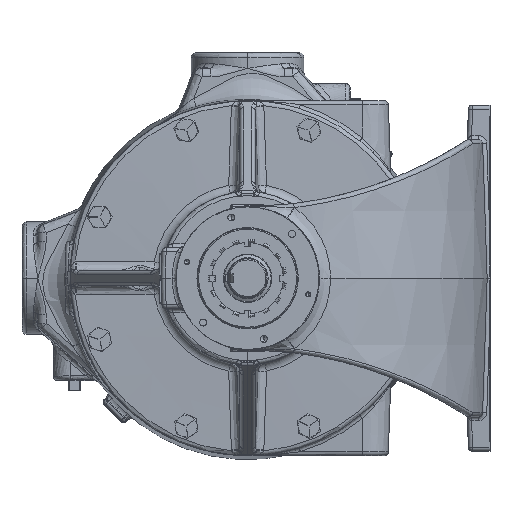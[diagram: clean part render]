
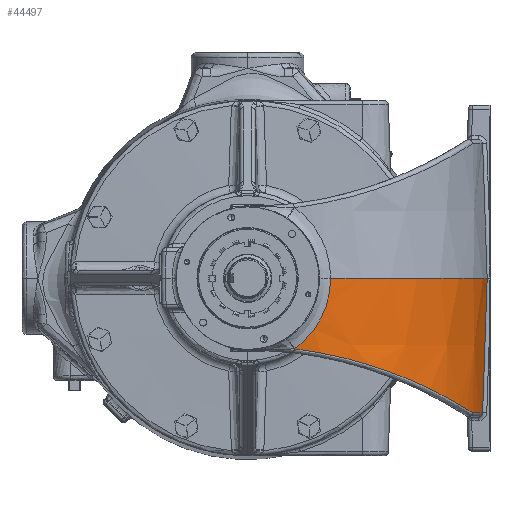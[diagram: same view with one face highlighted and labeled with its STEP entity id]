
A CAD part, left-side view. The second image highlights one B-rep face of the part: STEP entity #44497.
In plain terms, the highlighted conical face has half-angle 2 degrees and reference radius 138.176 mm.
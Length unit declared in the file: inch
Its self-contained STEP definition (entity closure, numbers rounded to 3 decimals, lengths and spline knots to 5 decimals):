
#2905 = EDGE_CURVE ( 'NONE', #85955, #105744, #66815, .T. ) ;
#4302 = CARTESIAN_POINT ( 'NONE',  ( -9.96774, -4.43442, -2.83065 ) ) ;
#5048 = ORIENTED_EDGE ( 'NONE', *, *, #94135, .T. ) ;
#6405 = CARTESIAN_POINT ( 'NONE',  ( -9.72062, -4.77155, -2.96841 ) ) ;
#7130 = DIRECTION ( 'NONE',  ( 0., 0., 1. ) ) ;
#8039 = CARTESIAN_POINT ( 'NONE',  ( -10.912, -2.30651, -0.68394 ) ) ;
#8427 = CARTESIAN_POINT ( 'NONE',  ( -10.95001, -1.55532, -1.88368 ) ) ;
#9009 = CARTESIAN_POINT ( 'NONE',  ( -5.44, -1.34508, -4. ) ) ;
#13180 = CARTESIAN_POINT ( 'NONE',  ( -7.74409, -6.29043, -3.7563 ) ) ;
#13783 = AXIS2_PLACEMENT_3D ( 'NONE', #9009, #74078, #55381 ) ;
#16482 = CARTESIAN_POINT ( 'NONE',  ( -8.48108, -5.88458, -3.51909 ) ) ;
#17452 = CARTESIAN_POINT ( 'NONE',  ( -10.91456, -2.26221, -0.82644 ) ) ;
#17577 = CARTESIAN_POINT ( 'NONE',  ( -8.81992, -5.63518, -3.38528 ) ) ;
#17855 = CARTESIAN_POINT ( 'NONE',  ( -10.94983, -1.44133, -1.98005 ) ) ;
#18491 = CARTESIAN_POINT ( 'NONE',  ( -8.24333, -6.03176, -3.6031 ) ) ;
#19203 = CARTESIAN_POINT ( 'NONE',  ( -8.93034, -5.54834, -3.33976 ) ) ;
#20252 = CARTESIAN_POINT ( 'NONE',  ( -10.85975, -2.30173, -2.19431 ) ) ;
#23055 = CARTESIAN_POINT ( 'NONE',  ( -10.26623, -3.95948, -2.65189 ) ) ;
#24948 = CARTESIAN_POINT ( 'NONE',  ( -5.66126, -6.85186, -1.96039 ) ) ;
#26183 = CARTESIAN_POINT ( 'NONE',  ( -10.91988, -2.39567, 0. ) ) ;
#26805 = CARTESIAN_POINT ( 'NONE',  ( -10.92104, -2.17122, -1.05703 ) ) ;
#27199 = CARTESIAN_POINT ( 'NONE',  ( -10.94841, -1.36215, -2.04032 ) ) ;
#27597 = CARTESIAN_POINT ( 'NONE',  ( -10.04654, -4.31857, -2.78514 ) ) ;
#29051 = ORIENTED_EDGE ( 'NONE', *, *, #101682, .T. ) ;
#30698 = CARTESIAN_POINT ( 'NONE',  ( -10.92036, -1.94511, -2.12391 ) ) ;
#33208 = CARTESIAN_POINT ( 'NONE',  ( -9.24547, -5.27386, -3.20142 ) ) ;
#33966 = VERTEX_POINT ( 'NONE', #99886 ) ;
#34281 = CARTESIAN_POINT ( 'NONE',  ( -5.70597, -6.89561, -0.65347 ) ) ;
#35172 = CARTESIAN_POINT ( 'NONE',  ( -10.94841, -1.36215, -2.04032 ) ) ;
#35721 = CARTESIAN_POINT ( 'NONE',  ( -10.08503, -4.25957, -2.76247 ) ) ;
#36143 = CARTESIAN_POINT ( 'NONE',  ( -10.92775, -2.07945, -1.2334 ) ) ;
#36276 = DIRECTION ( 'NONE',  ( 0., 0., -1. ) ) ;
#39189 = CIRCLE ( 'NONE', #71805, 5.57968 ) ;
#39426 = CIRCLE ( 'NONE', #71957, 5.44404 ) ;
#39624 = CARTESIAN_POINT ( 'NONE',  ( -8.73587, -5.69861, -3.41901 ) ) ;
#40235 = CARTESIAN_POINT ( 'NONE',  ( -7.48261, -6.40194, -3.82552 ) ) ;
#43318 = B_SPLINE_CURVE_WITH_KNOTS ( 'NONE', 3,
 ( #54072, #91450, #100929, #45069, #110226, #54446, #119575, #63706, #8039, #73129, #17452, #82529, #26805, #91857, #36143, #101310, #45480, #110625, #54841, #119987, #64116, #8427, #73528, #17855, #82938, #27199 ),
 .UNSPECIFIED., .F., .F.,
 ( 4, 2, 2, 2, 2, 2, 2, 2, 2, 2, 2, 2, 4 ),
 ( 0., 0.0038, 0.00759, 0.01519, 0.01898, 0.02278, 0.03037, 0.03417, 0.03797, 0.04556, 0.05315, 0.05695, 0.06074 ),
 .UNSPECIFIED. ) ;
#44497 = ADVANCED_FACE ( 'NONE', ( #107962 ), #77290, .T. ) ;
#45069 = CARTESIAN_POINT ( 'NONE',  ( -10.91385, -2.39028, -0.19856 ) ) ;
#45480 = CARTESIAN_POINT ( 'NONE',  ( -10.933, -2.00279, -1.36066 ) ) ;
#47541 = ORIENTED_EDGE ( 'NONE', *, *, #2905, .T. ) ;
#49064 = CARTESIAN_POINT ( 'NONE',  ( -10.46041, -3.58788, -2.52541 ) ) ;
#49928 = ORIENTED_EDGE ( 'NONE', *, *, #56362, .T. ) ;
#51326 = EDGE_LOOP ( 'NONE', ( #5048, #49928, #75299, #29051, #47541 ) ) ;
#52154 = CARTESIAN_POINT ( 'NONE',  ( -10.94841, -1.36215, -2.04032 ) ) ;
#52579 = CARTESIAN_POINT ( 'NONE',  ( -5.59547, -6.7869, -3.88419 ) ) ;
#53067 = CARTESIAN_POINT ( 'NONE',  ( -9.14346, -5.368, -3.24783 ) ) ;
#54072 = CARTESIAN_POINT ( 'NONE',  ( -10.91988, -2.39567, 0. ) ) ;
#54446 = CARTESIAN_POINT ( 'NONE',  ( -10.91073, -2.36996, -0.39483 ) ) ;
#54812 = CARTESIAN_POINT ( 'NONE',  ( -10.94621, -1.65576, -2.07711 ) ) ;
#54841 = CARTESIAN_POINT ( 'NONE',  ( -10.9414, -1.86085, -1.56154 ) ) ;
#55381 = DIRECTION ( 'NONE',  ( -1., 0., 0. ) ) ;
#56168 = B_SPLINE_CURVE_WITH_KNOTS ( 'NONE', 3,
 ( #52579, #117709, #80652, #24948, #90002, #34281, #99458 ),
 .UNSPECIFIED., .F., .F.,
 ( 4, 3, 4 ),
 ( 0., 0.04892, 0.09877 ),
 .UNSPECIFIED. ) ;
#56362 = EDGE_CURVE ( 'NONE', #33966, #100431, #56168, .T. ) ;
#62810 = CARTESIAN_POINT ( 'NONE',  ( -5.44, -1.34508, -3.88419 ) ) ;
#63706 = CARTESIAN_POINT ( 'NONE',  ( -10.91143, -2.31929, -0.63611 ) ) ;
#64116 = CARTESIAN_POINT ( 'NONE',  ( -10.94867, -1.66459, -1.78214 ) ) ;
#66155 = CARTESIAN_POINT ( 'NONE',  ( -10.81625, -2.51443, -2.23952 ) ) ;
#66815 = B_SPLINE_CURVE_WITH_KNOTS ( 'NONE', 3,
 ( #35172, #54812, #30698, #20252, #89336, #66155, #112493, #81859, #76739, #67477, #49064, #23055, #92639, #35721, #27597, #4302, #85215, #6405, #99547, #33208, #53067, #89690, #19203, #70584, #17577, #84014, #39624, #16482, #18491, #13180, #40235, #109958 ),
 .UNSPECIFIED., .F., .F.,
 ( 4, 2, 2, 2, 2, 2, 2, 2, 2, 2, 2, 2, 2, 2, 2, 4 ),
 ( 0.00043, 0.02285, 0.02846, 0.03406, 0.04527, 0.06769, 0.0789, 0.0845, 0.09011, 0.11252, 0.12373, 0.12934, 0.13214, 0.13494, 0.15736, 0.17978 ),
 .UNSPECIFIED. ) ;
#67477 = CARTESIAN_POINT ( 'NONE',  ( -10.57072, -3.33059, -2.44653 ) ) ;
#70584 = CARTESIAN_POINT ( 'NONE',  ( -8.84773, -5.61364, -3.37392 ) ) ;
#71805 = AXIS2_PLACEMENT_3D ( 'NONE', #91985, #36276, #101430 ) ;
#71957 = AXIS2_PLACEMENT_3D ( 'NONE', #62810, #7130, #72208 ) ;
#72208 = DIRECTION ( 'NONE',  ( 1., 0., 0. ) ) ;
#73129 = CARTESIAN_POINT ( 'NONE',  ( -10.91356, -2.27798, -0.77912 ) ) ;
#73528 = CARTESIAN_POINT ( 'NONE',  ( -10.95018, -1.51788, -1.91656 ) ) ;
#74078 = DIRECTION ( 'NONE',  ( 0., 0., 1. ) ) ;
#75299 = ORIENTED_EDGE ( 'NONE', *, *, #99747, .T. ) ;
#76739 = CARTESIAN_POINT ( 'NONE',  ( -10.7067, -2.9294, -2.33837 ) ) ;
#77290 = CONICAL_SURFACE ( 'NONE', #13783, 5.44, 0.035 ) ;
#80652 = CARTESIAN_POINT ( 'NONE',  ( -5.63932, -6.83033, -2.60166 ) ) ;
#81859 = CARTESIAN_POINT ( 'NONE',  ( -10.74709, -2.79312, -2.30402 ) ) ;
#82529 = CARTESIAN_POINT ( 'NONE',  ( -10.91805, -2.21091, -0.96623 ) ) ;
#82938 = CARTESIAN_POINT ( 'NONE',  ( -10.94932, -1.40218, -2.01072 ) ) ;
#83611 = VERTEX_POINT ( 'NONE', #26183 ) ;
#84014 = CARTESIAN_POINT ( 'NONE',  ( -8.76401, -5.67766, -3.40782 ) ) ;
#85215 = CARTESIAN_POINT ( 'NONE',  ( -9.92736, -4.49138, -2.85353 ) ) ;
#85955 = VERTEX_POINT ( 'NONE', #52154 ) ;
#86790 = CARTESIAN_POINT ( 'NONE',  ( -7.20752, -6.4942, -3.88419 ) ) ;
#89336 = CARTESIAN_POINT ( 'NONE',  ( -10.8462, -2.3728, -2.20899 ) ) ;
#89690 = CARTESIAN_POINT ( 'NONE',  ( -8.98438, -5.50392, -3.31685 ) ) ;
#90002 = CARTESIAN_POINT ( 'NONE',  ( -5.68361, -6.8738, -1.30693 ) ) ;
#91450 = CARTESIAN_POINT ( 'NONE',  ( -10.91801, -2.39623, -0.04979 ) ) ;
#91857 = CARTESIAN_POINT ( 'NONE',  ( -10.92601, -2.10347, -1.18968 ) ) ;
#91985 = CARTESIAN_POINT ( 'NONE',  ( -5.44, -1.34508, 0. ) ) ;
#92639 = CARTESIAN_POINT ( 'NONE',  ( -10.19669, -4.08095, -2.69541 ) ) ;
#94135 = EDGE_CURVE ( 'NONE', #105744, #33966, #39426, .T. ) ;
#99458 = CARTESIAN_POINT ( 'NONE',  ( -5.72833, -6.91731, 0. ) ) ;
#99547 = CARTESIAN_POINT ( 'NONE',  ( -9.53985, -4.98088, -3.06187 ) ) ;
#99747 = EDGE_CURVE ( 'NONE', #100431, #83611, #39189, .T. ) ;
#99886 = CARTESIAN_POINT ( 'NONE',  ( -5.59547, -6.7869, -3.88419 ) ) ;
#100431 = VERTEX_POINT ( 'NONE', #111418 ) ;
#100929 = CARTESIAN_POINT ( 'NONE',  ( -10.91642, -2.39525, -0.0996 ) ) ;
#101310 = CARTESIAN_POINT ( 'NONE',  ( -10.93124, -2.02913, -1.31886 ) ) ;
#101430 = DIRECTION ( 'NONE',  ( 1., 0., 0. ) ) ;
#101682 = EDGE_CURVE ( 'NONE', #83611, #85955, #43318, .T. ) ;
#105744 = VERTEX_POINT ( 'NONE', #86790 ) ;
#107962 = FACE_OUTER_BOUND ( 'NONE', #51326, .T. ) ;
#109958 = CARTESIAN_POINT ( 'NONE',  ( -7.20752, -6.4942, -3.88419 ) ) ;
#110226 = CARTESIAN_POINT ( 'NONE',  ( -10.91286, -2.3863, -0.2478 ) ) ;
#110625 = CARTESIAN_POINT ( 'NONE',  ( -10.93814, -1.92036, -1.48335 ) ) ;
#111418 = CARTESIAN_POINT ( 'NONE',  ( -5.72833, -6.91731, 0. ) ) ;
#112493 = CARTESIAN_POINT ( 'NONE',  ( -10.79993, -2.58465, -2.2553 ) ) ;
#117709 = CARTESIAN_POINT ( 'NONE',  ( -5.61739, -6.80868, -3.24293 ) ) ;
#119575 = CARTESIAN_POINT ( 'NONE',  ( -10.91043, -2.3532, -0.4919 ) ) ;
#119987 = CARTESIAN_POINT ( 'NONE',  ( -10.94666, -1.73297, -1.71093 ) ) ;
